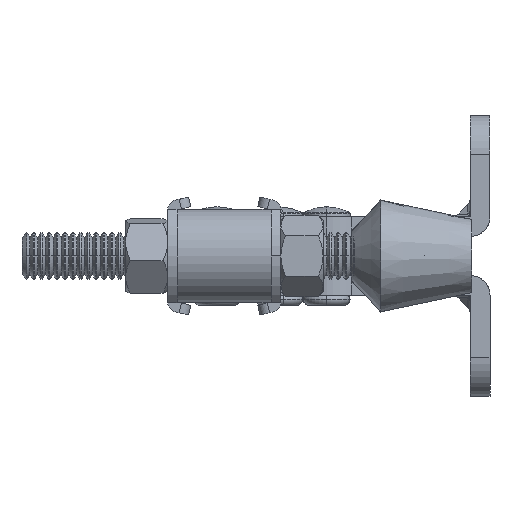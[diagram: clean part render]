
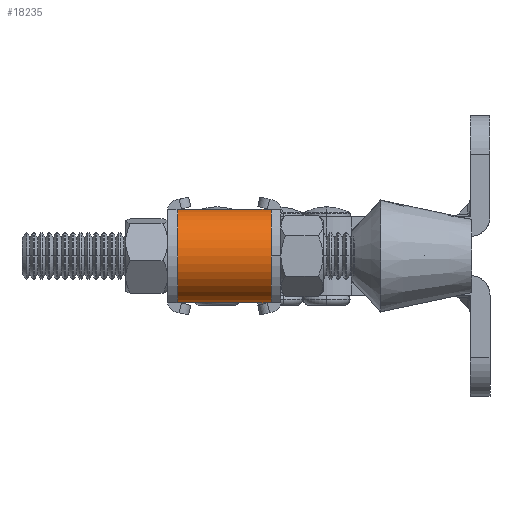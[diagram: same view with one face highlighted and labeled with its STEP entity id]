
A CAD part, left-side view. The second image highlights one B-rep face of the part: STEP entity #18235.
In plain terms, the highlighted cylindrical face has radius 9.5 mm (diameter 19 mm), a partial arc.
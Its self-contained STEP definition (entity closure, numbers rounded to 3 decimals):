
#1586 = EDGE_CURVE ( 'NONE', #26871, #23902, #6406, .T. ) ;
#1589 = EDGE_CURVE ( 'NONE', #27023, #23902, #6160, .T. ) ;
#1590 = EDGE_CURVE ( 'NONE', #27023, #25682, #6273, .T. ) ;
#1595 = EDGE_CURVE ( 'NONE', #25682, #26871, #6162, .T. ) ;
#1827 = AXIS2_PLACEMENT_3D ( 'NONE', #24678, #24677, #24676 ) ;
#1829 = AXIS2_PLACEMENT_3D ( 'NONE', #24668, #24667, #24666 ) ;
#2477 = AXIS2_PLACEMENT_3D ( 'NONE', #23331, #23333, #23339 ) ;
#3687 = EDGE_LOOP ( 'NONE', ( #8202, #8200, #8214, #8212 ) ) ;
#6160 = LINE ( 'NONE', #24691, #6169 ) ;
#6162 = LINE ( 'NONE', #24658, #6208 ) ;
#6169 = VECTOR ( 'NONE', #24680, 1000. ) ;
#6208 = VECTOR ( 'NONE', #24663, 1000. ) ;
#6273 = CIRCLE ( 'NONE', #1829, 9.5 ) ;
#6406 = CIRCLE ( 'NONE', #1827, 9.5 ) ;
#8200 = ORIENTED_EDGE ( 'NONE', *, *, #1589, .F. ) ;
#8202 = ORIENTED_EDGE ( 'NONE', *, *, #1586, .T. ) ;
#8212 = ORIENTED_EDGE ( 'NONE', *, *, #1595, .T. ) ;
#8214 = ORIENTED_EDGE ( 'NONE', *, *, #1590, .T. ) ;
#13177 = FACE_OUTER_BOUND ( 'NONE', #3687, .T. ) ;
#13181 = CYLINDRICAL_SURFACE ( 'NONE', #2477, 9.5 ) ;
#18235 = ADVANCED_FACE ( 'NONE', ( #13177 ), #13181, .T. ) ;
#18961 = CARTESIAN_POINT ( 'NONE',  ( -103.5, 30.3, 19. ) ) ;
#20410 = CARTESIAN_POINT ( 'NONE',  ( -103.5, 11.3, 0. ) ) ;
#20855 = CARTESIAN_POINT ( 'NONE',  ( -103.5, 30.3, 0. ) ) ;
#21374 = CARTESIAN_POINT ( 'NONE',  ( -103.5, 11.3, 19. ) ) ;
#23331 = CARTESIAN_POINT ( 'NONE',  ( -103.5, 0., 9.5 ) ) ;
#23333 = DIRECTION ( 'NONE',  ( 0., 1., 0. ) ) ;
#23339 = DIRECTION ( 'NONE',  ( 0., 0., 1. ) ) ;
#23902 = VERTEX_POINT ( 'NONE', #21374 ) ;
#24658 = CARTESIAN_POINT ( 'NONE',  ( -103.5, 30.3, 0. ) ) ;
#24663 = DIRECTION ( 'NONE',  ( 0., -1., 0. ) ) ;
#24666 = DIRECTION ( 'NONE',  ( 0., 0., -1. ) ) ;
#24667 = DIRECTION ( 'NONE',  ( 0., -1., 0. ) ) ;
#24668 = CARTESIAN_POINT ( 'NONE',  ( -103.5, 30.3, 9.5 ) ) ;
#24676 = DIRECTION ( 'NONE',  ( 0., 0., 1. ) ) ;
#24677 = DIRECTION ( 'NONE',  ( 0., 1., 0. ) ) ;
#24678 = CARTESIAN_POINT ( 'NONE',  ( -103.5, 11.3, 9.5 ) ) ;
#24680 = DIRECTION ( 'NONE',  ( 0., -1., 0. ) ) ;
#24691 = CARTESIAN_POINT ( 'NONE',  ( -103.5, 0., 19. ) ) ;
#25682 = VERTEX_POINT ( 'NONE', #20855 ) ;
#26871 = VERTEX_POINT ( 'NONE', #20410 ) ;
#27023 = VERTEX_POINT ( 'NONE', #18961 ) ;
